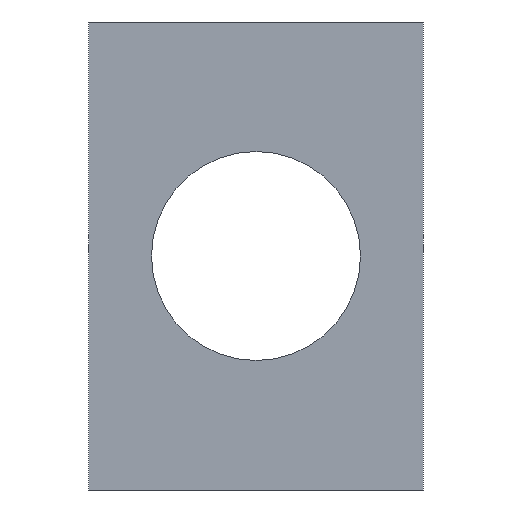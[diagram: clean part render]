
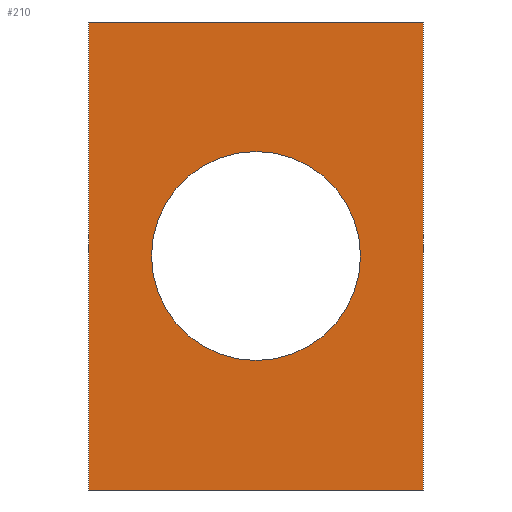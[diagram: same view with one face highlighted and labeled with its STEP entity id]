
A CAD part, left-side view. The second image highlights one B-rep face of the part: STEP entity #210.
In plain terms, the highlighted planar face has unit normal (-1, 0, 0).
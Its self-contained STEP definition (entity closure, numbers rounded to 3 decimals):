
#20=FACE_BOUND('',#76,.T.);
#39=CIRCLE('',#241,12.5);
#55=FACE_OUTER_BOUND('',#75,.T.);
#75=EDGE_LOOP('',(#168,#169,#170,#171));
#76=EDGE_LOOP('',(#172));
#89=LINE('',#321,#101);
#90=LINE('',#354,#102);
#91=LINE('',#355,#103);
#92=LINE('',#356,#104);
#101=VECTOR('',#255,10.);
#102=VECTOR('',#296,10.);
#103=VECTOR('',#297,10.);
#104=VECTOR('',#298,10.);
#110=VERTEX_POINT('',#314);
#113=VERTEX_POINT('',#319);
#122=VERTEX_POINT('',#347);
#124=VERTEX_POINT('',#352);
#125=VERTEX_POINT('',#353);
#131=EDGE_CURVE('',#113,#110,#89,.T.);
#140=EDGE_CURVE('',#122,#122,#39,.T.);
#142=EDGE_CURVE('',#124,#125,#90,.T.);
#143=EDGE_CURVE('',#125,#110,#91,.T.);
#144=EDGE_CURVE('',#124,#113,#92,.T.);
#168=ORIENTED_EDGE('',*,*,#142,.T.);
#169=ORIENTED_EDGE('',*,*,#143,.T.);
#170=ORIENTED_EDGE('',*,*,#131,.F.);
#171=ORIENTED_EDGE('',*,*,#144,.F.);
#172=ORIENTED_EDGE('',*,*,#140,.T.);
#195=PLANE('',#243);
#210=ADVANCED_FACE('',(#55,#20),#195,.T.);
#241=AXIS2_PLACEMENT_3D('',#348,#290,#291);
#243=AXIS2_PLACEMENT_3D('',#351,#294,#295);
#255=DIRECTION('',(0.,0.,1.));
#290=DIRECTION('center_axis',(1.,0.,0.));
#291=DIRECTION('ref_axis',(0.,0.,1.));
#294=DIRECTION('center_axis',(-1.,0.,0.));
#295=DIRECTION('ref_axis',(0.,0.,1.));
#296=DIRECTION('',(0.,0.,1.));
#297=DIRECTION('',(0.,1.,0.));
#298=DIRECTION('',(0.,1.,0.));
#314=CARTESIAN_POINT('',(-4.,40.,28.));
#319=CARTESIAN_POINT('',(-4.,40.,-28.));
#321=CARTESIAN_POINT('',(-4.,40.,-28.));
#347=CARTESIAN_POINT('',(-4.,20.,-12.5));
#348=CARTESIAN_POINT('Origin',(-4.,20.,0.));
#351=CARTESIAN_POINT('Origin',(-4.,0.,-28.));
#352=CARTESIAN_POINT('',(-4.,0.,-28.));
#353=CARTESIAN_POINT('',(-4.,0.,28.));
#354=CARTESIAN_POINT('',(-4.,0.,-28.));
#355=CARTESIAN_POINT('',(-4.,0.,28.));
#356=CARTESIAN_POINT('',(-4.,0.,-28.));
